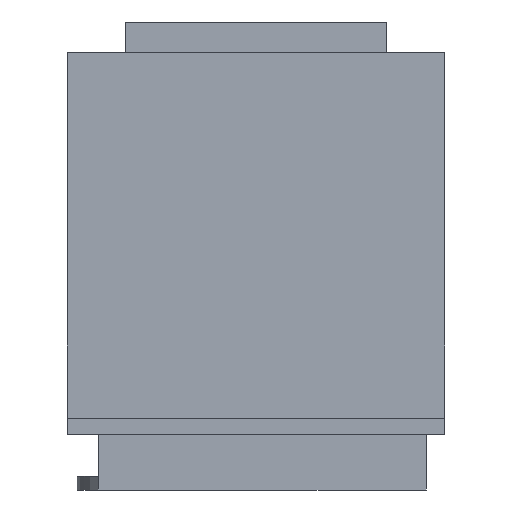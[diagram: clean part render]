
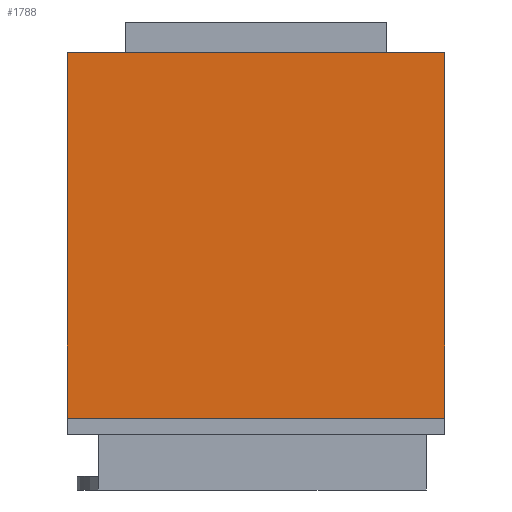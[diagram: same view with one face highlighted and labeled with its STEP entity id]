
A CAD part, left-side view. The second image highlights one B-rep face of the part: STEP entity #1788.
In plain terms, the highlighted planar face has unit normal (-1, 0, 0).
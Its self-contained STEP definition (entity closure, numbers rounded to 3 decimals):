
#519 = VECTOR ( 'NONE', #1854, 1000. ) ;
#616 = DIRECTION ( 'NONE',  ( 0., 1., 0. ) ) ;
#1160 = VERTEX_POINT ( 'NONE', #4510 ) ;
#1352 = VERTEX_POINT ( 'NONE', #3850 ) ;
#1542 = VERTEX_POINT ( 'NONE', #4005 ) ;
#1544 = CARTESIAN_POINT ( 'NONE',  ( 13.976, -22.225, 1.965 ) ) ;
#1746 = ORIENTED_EDGE ( 'NONE', *, *, #4000, .F. ) ;
#1788 = ADVANCED_FACE ( 'NONE', ( #2804 ), #4824, .F. ) ;
#1840 = DIRECTION ( 'NONE',  ( 0., 0., -1. ) ) ;
#1854 = DIRECTION ( 'NONE',  ( 0., 0., -1. ) ) ;
#1909 = ORIENTED_EDGE ( 'NONE', *, *, #2466, .T. ) ;
#1924 = LINE ( 'NONE', #1544, #6125 ) ;
#1946 = CARTESIAN_POINT ( 'NONE',  ( 13.976, 22.225, 45. ) ) ;
#2466 = EDGE_CURVE ( 'NONE', #5881, #1160, #4547, .T. ) ;
#2602 = EDGE_CURVE ( 'NONE', #1352, #5881, #6116, .T. ) ;
#2610 = VECTOR ( 'NONE', #2938, 1000. ) ;
#2629 = LINE ( 'NONE', #3253, #4843 ) ;
#2804 = FACE_OUTER_BOUND ( 'NONE', #4681, .T. ) ;
#2938 = DIRECTION ( 'NONE',  ( 0., 1., 0. ) ) ;
#3253 = CARTESIAN_POINT ( 'NONE',  ( 13.976, -22.225, 45.001 ) ) ;
#3359 = CARTESIAN_POINT ( 'NONE',  ( 13.976, -22.225, 45.001 ) ) ;
#3837 = CARTESIAN_POINT ( 'NONE',  ( 13.976, 22.225, 45.001 ) ) ;
#3850 = CARTESIAN_POINT ( 'NONE',  ( 13.976, -22.225, 45. ) ) ;
#4000 = EDGE_CURVE ( 'NONE', #1352, #1542, #2629, .T. ) ;
#4005 = CARTESIAN_POINT ( 'NONE',  ( 13.976, -22.225, 1.965 ) ) ;
#4391 = DIRECTION ( 'NONE',  ( 0., 0., -1. ) ) ;
#4418 = EDGE_CURVE ( 'NONE', #1542, #1160, #1924, .T. ) ;
#4427 = AXIS2_PLACEMENT_3D ( 'NONE', #3359, #6286, #4391 ) ;
#4510 = CARTESIAN_POINT ( 'NONE',  ( 13.976, 22.225, 1.965 ) ) ;
#4547 = LINE ( 'NONE', #3837, #519 ) ;
#4681 = EDGE_LOOP ( 'NONE', ( #6185, #1909, #5281, #1746 ) ) ;
#4824 = PLANE ( 'NONE',  #4427 ) ;
#4843 = VECTOR ( 'NONE', #1840, 1000. ) ;
#5281 = ORIENTED_EDGE ( 'NONE', *, *, #4418, .F. ) ;
#5881 = VERTEX_POINT ( 'NONE', #6059 ) ;
#6059 = CARTESIAN_POINT ( 'NONE',  ( 13.976, 22.225, 45. ) ) ;
#6116 = LINE ( 'NONE', #1946, #2610 ) ;
#6125 = VECTOR ( 'NONE', #616, 1000. ) ;
#6185 = ORIENTED_EDGE ( 'NONE', *, *, #2602, .T. ) ;
#6286 = DIRECTION ( 'NONE',  ( 1., 0., 0. ) ) ;
